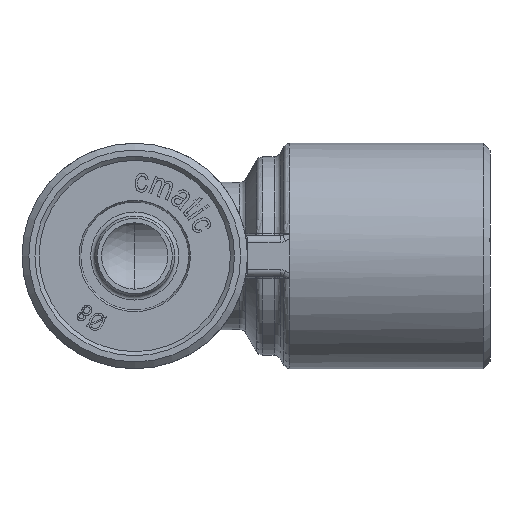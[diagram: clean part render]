
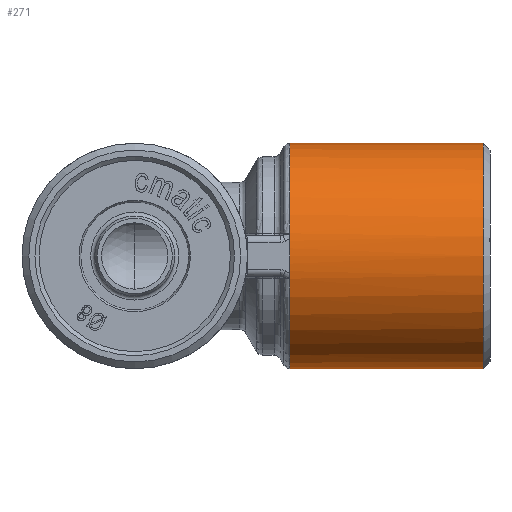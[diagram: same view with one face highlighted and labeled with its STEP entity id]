
A CAD part, front view. The second image highlights one B-rep face of the part: STEP entity #271.
In plain terms, the highlighted cylindrical face has radius 8.25 mm (diameter 16.5 mm), a full revolution.
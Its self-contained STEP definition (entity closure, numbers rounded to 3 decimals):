
#271 = ADVANCED_FACE( 'NONE', ( #903, #904 ), #905, .T. );
#903 = FACE_OUTER_BOUND( '', #4455, .T. );
#904 = FACE_OUTER_BOUND( '', #4456, .T. );
#905 = CYLINDRICAL_SURFACE( '', #4457, 8.25 );
#4455 = EDGE_LOOP( '', ( #8725, #8726, #8727 ) );
#4456 = EDGE_LOOP( '', ( #8728 ) );
#4457 = AXIS2_PLACEMENT_3D( '', #8729, #8730, #8731 );
#8725 = ORIENTED_EDGE( '', *, *, #10321, .T. );
#8726 = ORIENTED_EDGE( '', *, *, #10835, .T. );
#8727 = ORIENTED_EDGE( '', *, *, #10103, .T. );
#8728 = ORIENTED_EDGE( '', *, *, #10764, .F. );
#8729 = CARTESIAN_POINT( '', ( 10., 0., 0. ) );
#8730 = DIRECTION( '', ( 1., 0., 0. ) );
#8731 = DIRECTION( '', ( 0., -1., 0. ) );
#10103 = EDGE_CURVE( 'NONE', #11116, #11114, #11117, .T. );
#10321 = EDGE_CURVE( 'NONE', #11114, #11535, #11537, .T. );
#10764 = EDGE_CURVE( 'NONE', #12303, #12303, #12304, .T. );
#10835 = EDGE_CURVE( 'NONE', #11535, #11116, #12408, .T. );
#11114 = VERTEX_POINT( 'NONE', #12805 );
#11116 = VERTEX_POINT( 'NONE', #12817 );
#11117 = CIRCLE( '', #12818, 8.25 );
#11535 = VERTEX_POINT( 'NONE', #14394 );
#11537 = CIRCLE( '', #14397, 8.25 );
#12303 = VERTEX_POINT( '', #17677 );
#12304 = CIRCLE( '', #17678, 8.25 );
#12408 = CIRCLE( '', #18030, 8.25 );
#12805 = CARTESIAN_POINT( '', ( 11.355, -8.081, 1.66 ) );
#12817 = CARTESIAN_POINT( '', ( 11.355, -8.081, -1.66 ) );
#12818 = AXIS2_PLACEMENT_3D( '', #19837, #19838, #19839 );
#14394 = CARTESIAN_POINT( '', ( 11.355, -8.25, 0. ) );
#14397 = AXIS2_PLACEMENT_3D( '', #20025, #20026, #20027 );
#17677 = CARTESIAN_POINT( '', ( 25.5, 0., 8.25 ) );
#17678 = AXIS2_PLACEMENT_3D( '', #20385, #20386, #20387 );
#18030 = AXIS2_PLACEMENT_3D( '', #20464, #20465, #20466 );
#19837 = CARTESIAN_POINT( '', ( 11.355, 0., 0. ) );
#19838 = DIRECTION( '', ( 1., 0., 0. ) );
#19839 = DIRECTION( '', ( 0., 1., 0. ) );
#20025 = CARTESIAN_POINT( '', ( 11.355, 0., 0. ) );
#20026 = DIRECTION( '', ( 1., 0., 0. ) );
#20027 = DIRECTION( '', ( 0., 1., 0. ) );
#20385 = CARTESIAN_POINT( '', ( 25.5, 0., 0. ) );
#20386 = DIRECTION( '', ( 1., 0., 0. ) );
#20387 = DIRECTION( '', ( 0., 0., 1. ) );
#20464 = CARTESIAN_POINT( '', ( 11.355, 0., 0. ) );
#20465 = DIRECTION( '', ( 1., 0., 0. ) );
#20466 = DIRECTION( '', ( 0., 1., 0. ) );
